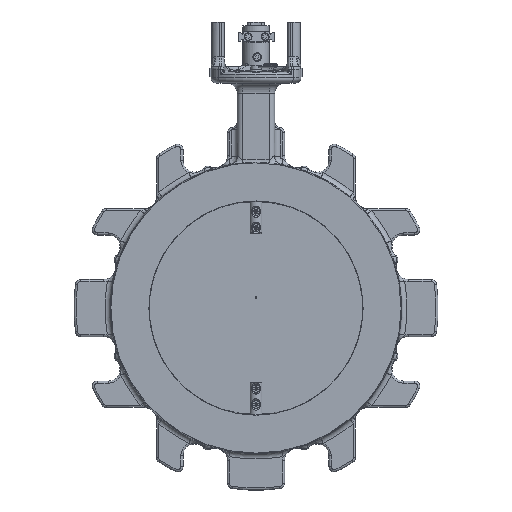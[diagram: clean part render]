
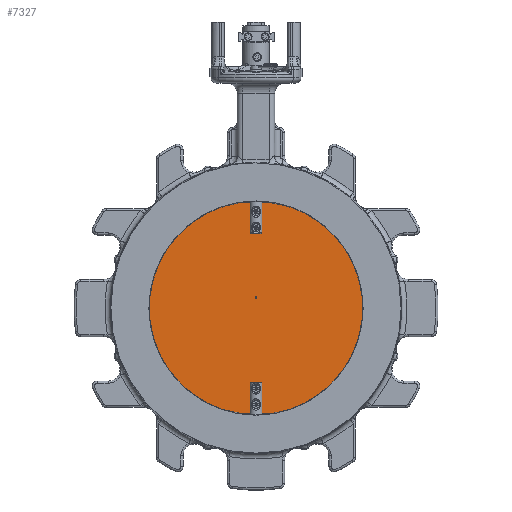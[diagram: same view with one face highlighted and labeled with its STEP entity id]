
A CAD part, left-side view. The second image highlights one B-rep face of the part: STEP entity #7327.
In plain terms, the highlighted planar face has unit normal (-1, 0, 0).
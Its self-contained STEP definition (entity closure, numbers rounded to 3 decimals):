
#2708=LINE('',#44363,#3616);
#2709=LINE('',#44367,#3617);
#3616=VECTOR('',#35820,1.);
#3617=VECTOR('',#35823,1.);
#6314=PLANE('',#30872);
#7327=ADVANCED_FACE('',(#9825,#9826,#9827,#9828,#9829,#9830),#6314,.F.);
#9825=FACE_BOUND('',#11388,.T.);
#9826=FACE_BOUND('',#11389,.T.);
#9827=FACE_BOUND('',#11390,.T.);
#9828=FACE_BOUND('',#11391,.T.);
#9829=FACE_BOUND('',#11392,.T.);
#9830=FACE_BOUND('',#11393,.T.);
#11388=EDGE_LOOP('',(#14741));
#11389=EDGE_LOOP('',(#14742));
#11390=EDGE_LOOP('',(#14743));
#11391=EDGE_LOOP('',(#14744));
#11392=EDGE_LOOP('',(#14745));
#11393=EDGE_LOOP('',(#14746,#14747,#14748,#14749));
#14741=ORIENTED_EDGE('',*,*,#24520,.T.);
#14742=ORIENTED_EDGE('',*,*,#24521,.T.);
#14743=ORIENTED_EDGE('',*,*,#24522,.T.);
#14744=ORIENTED_EDGE('',*,*,#24523,.F.);
#14745=ORIENTED_EDGE('',*,*,#24524,.T.);
#14746=ORIENTED_EDGE('',*,*,#24525,.T.);
#14747=ORIENTED_EDGE('',*,*,#24526,.T.);
#14748=ORIENTED_EDGE('',*,*,#24527,.T.);
#14749=ORIENTED_EDGE('',*,*,#24528,.T.);
#21471=VERTEX_POINT('',#44351);
#21472=VERTEX_POINT('',#44353);
#21473=VERTEX_POINT('',#44355);
#21474=VERTEX_POINT('',#44357);
#21475=VERTEX_POINT('',#44359);
#21476=VERTEX_POINT('',#44361);
#21477=VERTEX_POINT('',#44362);
#21478=VERTEX_POINT('',#44364);
#21479=VERTEX_POINT('',#44366);
#24520=EDGE_CURVE('',#21471,#21471,#28126,.T.);
#24521=EDGE_CURVE('',#21472,#21472,#28127,.T.);
#24522=EDGE_CURVE('',#21473,#21473,#28128,.T.);
#24523=EDGE_CURVE('',#21474,#21474,#28129,.T.);
#24524=EDGE_CURVE('',#21475,#21475,#28130,.T.);
#24525=EDGE_CURVE('',#21476,#21477,#28131,.T.);
#24526=EDGE_CURVE('',#21477,#21478,#2708,.T.);
#24527=EDGE_CURVE('',#21478,#21479,#28132,.T.);
#24528=EDGE_CURVE('',#21479,#21476,#2709,.T.);
#28126=CIRCLE('',#30865,0.75);
#28127=CIRCLE('',#30866,2.9);
#28128=CIRCLE('',#30867,2.9);
#28129=CIRCLE('',#30868,2.9);
#28130=CIRCLE('',#30869,2.9);
#28131=CIRCLE('',#30870,99.65);
#28132=CIRCLE('',#30871,99.65);
#30865=AXIS2_PLACEMENT_3D('',#44350,#35808,#35809);
#30866=AXIS2_PLACEMENT_3D('',#44352,#35810,#35811);
#30867=AXIS2_PLACEMENT_3D('',#44354,#35812,#35813);
#30868=AXIS2_PLACEMENT_3D('',#44356,#35814,#35815);
#30869=AXIS2_PLACEMENT_3D('',#44358,#35816,#35817);
#30870=AXIS2_PLACEMENT_3D('',#44360,#35818,#35819);
#30871=AXIS2_PLACEMENT_3D('',#44365,#35821,#35822);
#30872=AXIS2_PLACEMENT_3D('',#44368,#35824,#35825);
#35808=DIRECTION('',(1.,0.,0.));
#35809=DIRECTION('',(0.,1.,0.));
#35810=DIRECTION('',(1.,0.,0.));
#35811=DIRECTION('',(0.,-1.,0.));
#35812=DIRECTION('',(1.,0.,0.));
#35813=DIRECTION('',(0.,-1.,0.));
#35814=DIRECTION('',(-1.,0.,0.));
#35815=DIRECTION('',(0.,-1.,0.));
#35816=DIRECTION('',(1.,0.,0.));
#35817=DIRECTION('',(0.,-1.,0.));
#35818=DIRECTION('',(-1.,0.,0.));
#35819=DIRECTION('',(0.,-1.,0.));
#35820=DIRECTION('',(0.,-1.,0.));
#35821=DIRECTION('',(-1.,0.,0.));
#35822=DIRECTION('',(0.,-1.,0.));
#35823=DIRECTION('',(0.,1.,0.));
#35824=DIRECTION('',(1.,0.,0.));
#35825=DIRECTION('',(0.,1.,0.));
#44350=CARTESIAN_POINT('',(-2.5,0.,-99.));
#44351=CARTESIAN_POINT('',(-2.5,0.75,-99.));
#44352=CARTESIAN_POINT('',(-2.5,0.,-199.));
#44353=CARTESIAN_POINT('',(-2.5,-2.9,-199.));
#44354=CARTESIAN_POINT('',(-2.5,0.,-184.));
#44355=CARTESIAN_POINT('',(-2.5,-2.9,-184.));
#44356=CARTESIAN_POINT('',(-2.5,0.,-19.));
#44357=CARTESIAN_POINT('',(-2.5,-2.9,-19.));
#44358=CARTESIAN_POINT('',(-2.5,0.,-34.));
#44359=CARTESIAN_POINT('',(-2.5,-2.9,-34.));
#44360=CARTESIAN_POINT('',(-2.5,0.,-109.));
#44361=CARTESIAN_POINT('',(-2.5,13.363,-10.25));
#44362=CARTESIAN_POINT('',(-2.5,13.363,-207.75));
#44363=CARTESIAN_POINT('',(-2.5,-8.92,-207.75));
#44364=CARTESIAN_POINT('',(-2.5,-13.363,-207.75));
#44365=CARTESIAN_POINT('',(-2.5,0.,-109.));
#44366=CARTESIAN_POINT('',(-2.5,-13.363,-10.25));
#44367=CARTESIAN_POINT('',(-2.5,8.92,-10.25));
#44368=CARTESIAN_POINT('',(-2.5,0.,-109.));
